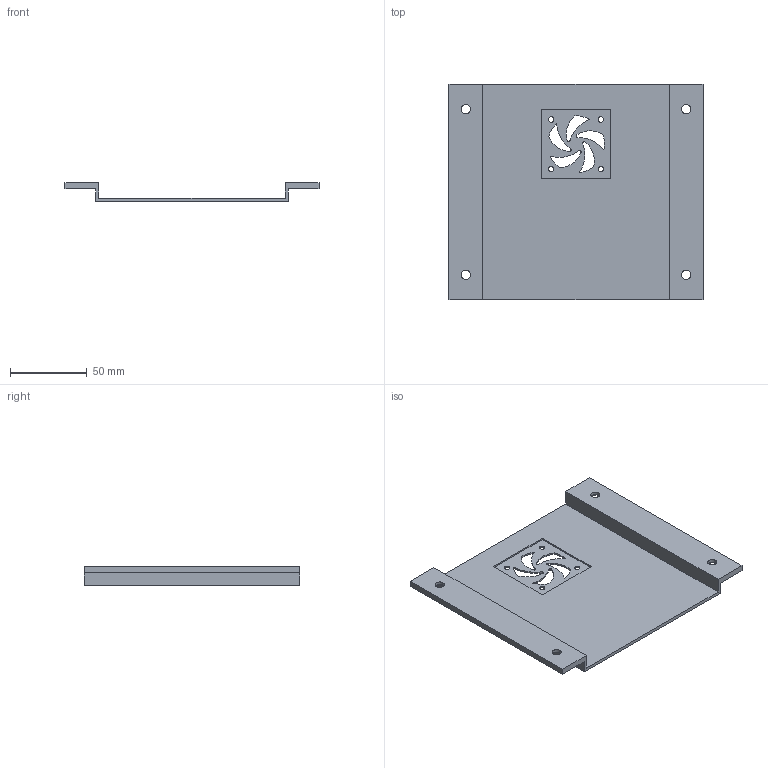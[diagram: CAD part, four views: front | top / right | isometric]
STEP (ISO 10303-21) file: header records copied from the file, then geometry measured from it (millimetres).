
FILE_DESCRIPTION(/* description */ (''),/* implementation_level */ '2;1');
FILE_NAME(/* name */ '1-CBA bottom Cover V3 - part 1of3 v1 v12.step',/* time_stamp */ '2019-09-14T12:41:56-04:00',/* author */ (''),/* organization */ (''),/* preprocessor_version */ 'ST-DEVELOPER v18',/* originating_system */ 'Autodesk Translation Framework v8.6.0.1094',/* authorisation */ '');
FILE_SCHEMA (('AUTOMOTIVE_DESIGN { 1 0 10303 214 3 1 1 }'));
Length unit declared in the file: millimetre
Products named in the file (1): 1-CBA bottom Cover V3 - part 1of3 v1
Bounding box: 165 x 140 x 12 mm (x, y, z)
Volume: 59572.8 mm3; surface area: 52814.4 mm2
Topology: 1 solids, 1 shells, 55 faces, 146 edges, 98 vertices
Faces by surface type: cylinder 32, plane 23
Full cylindrical faces by diameter (mm): 3.5 x4, 6 x4, 10 x4
Entity records: 1834 total; most frequent: DIRECTION 324, CARTESIAN_POINT 300, ORIENTED_EDGE 292, EDGE_CURVE 146, AXIS2_PLACEMENT_3D 122, VERTEX_POINT 98, EDGE_LOOP 86, LINE 80
